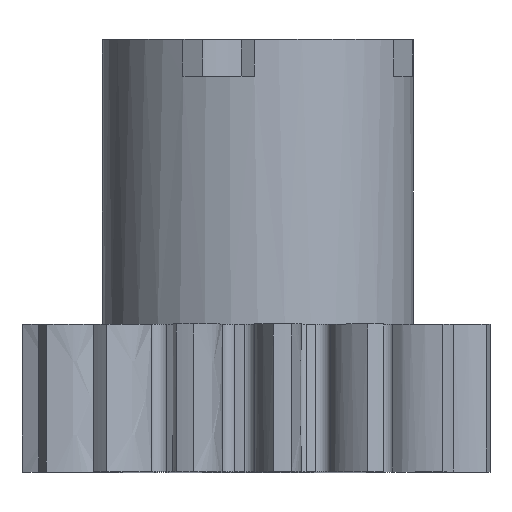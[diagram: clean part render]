
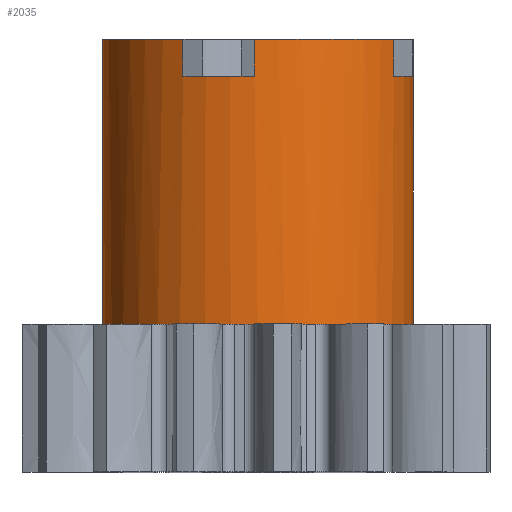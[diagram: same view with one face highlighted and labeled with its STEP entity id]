
A CAD part, top view. The second image highlights one B-rep face of the part: STEP entity #2035.
In plain terms, the highlighted cylindrical face has radius 4.2 mm (diameter 8.4 mm), a full revolution.
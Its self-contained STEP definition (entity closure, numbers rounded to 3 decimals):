
#146=FACE_OUTER_BOUND('',#261,.T.);
#261=EDGE_LOOP('',(#1385,#1386,#1387,#1388,#1389,#1390,#1391,#1392,#1393,
#1394,#1395,#1396,#1397,#1398,#1399,#1400,#1401,#1402,#1403,#1404));
#364=CIRCLE('',#2155,4.2);
#365=CIRCLE('',#2156,4.2);
#366=CIRCLE('',#2160,4.2);
#368=CIRCLE('',#2166,4.2);
#372=CIRCLE('',#2175,4.2);
#373=CIRCLE('',#2178,4.2);
#374=CIRCLE('',#2179,4.2);
#375=CIRCLE('',#2180,4.2);
#376=CIRCLE('',#2181,4.2);
#377=CIRCLE('',#2185,4.2);
#509=LINE('',#2995,#634);
#511=LINE('',#3000,#636);
#515=LINE('',#3009,#640);
#517=LINE('',#3014,#642);
#523=LINE('',#3038,#648);
#527=LINE('',#3047,#652);
#530=LINE('',#3058,#655);
#531=LINE('',#3060,#656);
#532=LINE('',#3063,#657);
#634=VECTOR('',#2413,10.);
#636=VECTOR('',#2417,10.);
#640=VECTOR('',#2427,10.);
#642=VECTOR('',#2431,10.);
#648=VECTOR('',#2459,10.);
#652=VECTOR('',#2469,10.);
#655=VECTOR('',#2484,10.);
#656=VECTOR('',#2487,10.);
#657=VECTOR('',#2490,4.2);
#764=VERTEX_POINT('',#2985);
#765=VERTEX_POINT('',#2987);
#766=VERTEX_POINT('',#2989);
#767=VERTEX_POINT('',#2993);
#768=VERTEX_POINT('',#2997);
#769=VERTEX_POINT('',#2999);
#770=VERTEX_POINT('',#3003);
#771=VERTEX_POINT('',#3007);
#772=VERTEX_POINT('',#3011);
#773=VERTEX_POINT('',#3013);
#775=VERTEX_POINT('',#3020);
#776=VERTEX_POINT('',#3022);
#780=VERTEX_POINT('',#3037);
#781=VERTEX_POINT('',#3041);
#782=VERTEX_POINT('',#3045);
#783=VERTEX_POINT('',#3049);
#784=VERTEX_POINT('',#3053);
#785=VERTEX_POINT('',#3062);
#983=EDGE_CURVE('',#764,#765,#364,.F.);
#984=EDGE_CURVE('',#765,#766,#365,.F.);
#987=EDGE_CURVE('',#767,#764,#509,.T.);
#989=EDGE_CURVE('',#769,#768,#511,.T.);
#992=EDGE_CURVE('',#770,#768,#366,.F.);
#994=EDGE_CURVE('',#771,#770,#515,.T.);
#996=EDGE_CURVE('',#772,#773,#517,.F.);
#1000=EDGE_CURVE('',#775,#776,#368,.F.);
#1007=EDGE_CURVE('',#780,#776,#523,.F.);
#1009=EDGE_CURVE('',#773,#781,#372,.F.);
#1012=EDGE_CURVE('',#782,#775,#527,.F.);
#1014=EDGE_CURVE('',#783,#782,#373,.F.);
#1015=EDGE_CURVE('',#780,#772,#374,.F.);
#1017=EDGE_CURVE('',#784,#771,#375,.F.);
#1018=EDGE_CURVE('',#769,#767,#376,.F.);
#1019=EDGE_CURVE('',#783,#766,#530,.F.);
#1020=EDGE_CURVE('',#784,#781,#531,.T.);
#1021=EDGE_CURVE('',#765,#785,#532,.T.);
#1022=EDGE_CURVE('',#785,#785,#377,.T.);
#1385=ORIENTED_EDGE('',*,*,#1017,.F.);
#1386=ORIENTED_EDGE('',*,*,#1020,.T.);
#1387=ORIENTED_EDGE('',*,*,#1009,.F.);
#1388=ORIENTED_EDGE('',*,*,#996,.F.);
#1389=ORIENTED_EDGE('',*,*,#1015,.F.);
#1390=ORIENTED_EDGE('',*,*,#1007,.T.);
#1391=ORIENTED_EDGE('',*,*,#1000,.F.);
#1392=ORIENTED_EDGE('',*,*,#1012,.F.);
#1393=ORIENTED_EDGE('',*,*,#1014,.F.);
#1394=ORIENTED_EDGE('',*,*,#1019,.T.);
#1395=ORIENTED_EDGE('',*,*,#984,.F.);
#1396=ORIENTED_EDGE('',*,*,#1021,.T.);
#1397=ORIENTED_EDGE('',*,*,#1022,.F.);
#1398=ORIENTED_EDGE('',*,*,#1021,.F.);
#1399=ORIENTED_EDGE('',*,*,#983,.F.);
#1400=ORIENTED_EDGE('',*,*,#987,.F.);
#1401=ORIENTED_EDGE('',*,*,#1018,.F.);
#1402=ORIENTED_EDGE('',*,*,#989,.T.);
#1403=ORIENTED_EDGE('',*,*,#992,.F.);
#1404=ORIENTED_EDGE('',*,*,#994,.F.);
#1953=CYLINDRICAL_SURFACE('',#2184,4.2);
#2035=ADVANCED_FACE('',(#146),#1953,.T.);
#2155=AXIS2_PLACEMENT_3D('',#2988,#2405,#2406);
#2156=AXIS2_PLACEMENT_3D('',#2990,#2407,#2408);
#2160=AXIS2_PLACEMENT_3D('',#3005,#2422,#2423);
#2166=AXIS2_PLACEMENT_3D('',#3023,#2440,#2441);
#2175=AXIS2_PLACEMENT_3D('',#3042,#2463,#2464);
#2178=AXIS2_PLACEMENT_3D('',#3051,#2473,#2474);
#2179=AXIS2_PLACEMENT_3D('',#3052,#2475,#2476);
#2180=AXIS2_PLACEMENT_3D('',#3055,#2478,#2479);
#2181=AXIS2_PLACEMENT_3D('',#3056,#2480,#2481);
#2184=AXIS2_PLACEMENT_3D('',#3061,#2488,#2489);
#2185=AXIS2_PLACEMENT_3D('',#3064,#2491,#2492);
#2405=DIRECTION('center_axis',(0.,-1.,0.));
#2406=DIRECTION('ref_axis',(-0.259,0.,0.966));
#2407=DIRECTION('center_axis',(0.,-1.,0.));
#2408=DIRECTION('ref_axis',(-0.259,0.,0.966));
#2413=DIRECTION('',(0.,1.,0.));
#2417=DIRECTION('',(0.,1.,0.));
#2422=DIRECTION('center_axis',(0.,-1.,0.));
#2423=DIRECTION('ref_axis',(-0.259,0.,0.966));
#2427=DIRECTION('',(0.,1.,0.));
#2431=DIRECTION('',(0.,-1.,0.));
#2440=DIRECTION('center_axis',(0.,-1.,0.));
#2441=DIRECTION('ref_axis',(-0.259,0.,0.966));
#2459=DIRECTION('',(0.,-1.,0.));
#2463=DIRECTION('center_axis',(0.,-1.,0.));
#2464=DIRECTION('ref_axis',(-0.259,0.,0.966));
#2469=DIRECTION('',(0.,-1.,0.));
#2473=DIRECTION('center_axis',(0.,-1.,0.));
#2474=DIRECTION('ref_axis',(-0.259,0.,0.966));
#2475=DIRECTION('center_axis',(0.,-1.,0.));
#2476=DIRECTION('ref_axis',(-0.259,0.,0.966));
#2478=DIRECTION('center_axis',(0.,-1.,0.));
#2479=DIRECTION('ref_axis',(-0.259,0.,0.966));
#2480=DIRECTION('center_axis',(0.,-1.,0.));
#2481=DIRECTION('ref_axis',(-0.259,0.,0.966));
#2484=DIRECTION('',(0.,-1.,0.));
#2487=DIRECTION('',(0.,1.,0.));
#2488=DIRECTION('center_axis',(0.,1.,0.));
#2489=DIRECTION('ref_axis',(-1.,0.,0.));
#2490=DIRECTION('',(0.,-1.,0.));
#2491=DIRECTION('center_axis',(0.,-1.,0.));
#2492=DIRECTION('ref_axis',(-1.,0.,0.));
#2985=CARTESIAN_POINT('',(4.199,6.7,8.715));
#2987=CARTESIAN_POINT('',(4.2,6.7,8.625));
#2988=CARTESIAN_POINT('Origin',(0.,6.7,8.625));
#2989=CARTESIAN_POINT('',(2.022,6.7,4.944));
#2990=CARTESIAN_POINT('Origin',(0.,6.7,8.625));
#2993=CARTESIAN_POINT('',(4.199,5.7,8.715));
#2995=CARTESIAN_POINT('',(4.199,6.7,8.715));
#2997=CARTESIAN_POINT('',(3.681,6.7,10.647));
#2999=CARTESIAN_POINT('',(3.681,5.7,10.647));
#3000=CARTESIAN_POINT('',(3.681,6.7,10.647));
#3003=CARTESIAN_POINT('',(-0.09,6.7,12.824));
#3005=CARTESIAN_POINT('Origin',(0.,6.7,8.625));
#3007=CARTESIAN_POINT('',(-0.09,5.7,12.824));
#3009=CARTESIAN_POINT('',(-0.09,6.7,12.824));
#3011=CARTESIAN_POINT('',(-4.199,5.7,8.535));
#3013=CARTESIAN_POINT('',(-4.199,6.7,8.535));
#3014=CARTESIAN_POINT('',(-4.199,6.7,8.535));
#3020=CARTESIAN_POINT('',(0.09,6.7,4.426));
#3022=CARTESIAN_POINT('',(-3.681,6.7,6.603));
#3023=CARTESIAN_POINT('Origin',(0.,6.7,8.625));
#3037=CARTESIAN_POINT('',(-3.681,5.7,6.603));
#3038=CARTESIAN_POINT('',(-3.681,6.7,6.603));
#3041=CARTESIAN_POINT('',(-2.022,6.7,12.306));
#3042=CARTESIAN_POINT('Origin',(0.,6.7,8.625));
#3045=CARTESIAN_POINT('',(0.09,5.7,4.426));
#3047=CARTESIAN_POINT('',(0.09,6.7,4.426));
#3049=CARTESIAN_POINT('',(2.022,5.7,4.944));
#3051=CARTESIAN_POINT('Origin',(0.,5.7,8.625));
#3052=CARTESIAN_POINT('Origin',(0.,5.7,8.625));
#3053=CARTESIAN_POINT('',(-2.022,5.7,12.306));
#3055=CARTESIAN_POINT('Origin',(0.,5.7,8.625));
#3056=CARTESIAN_POINT('Origin',(0.,5.7,8.625));
#3058=CARTESIAN_POINT('',(2.022,6.7,4.944));
#3060=CARTESIAN_POINT('',(-2.022,6.7,12.306));
#3061=CARTESIAN_POINT('Origin',(0.,-1.,8.625));
#3062=CARTESIAN_POINT('',(4.2,-1.,8.625));
#3063=CARTESIAN_POINT('',(4.2,-1.,8.625));
#3064=CARTESIAN_POINT('Origin',(0.,-1.,8.625));
